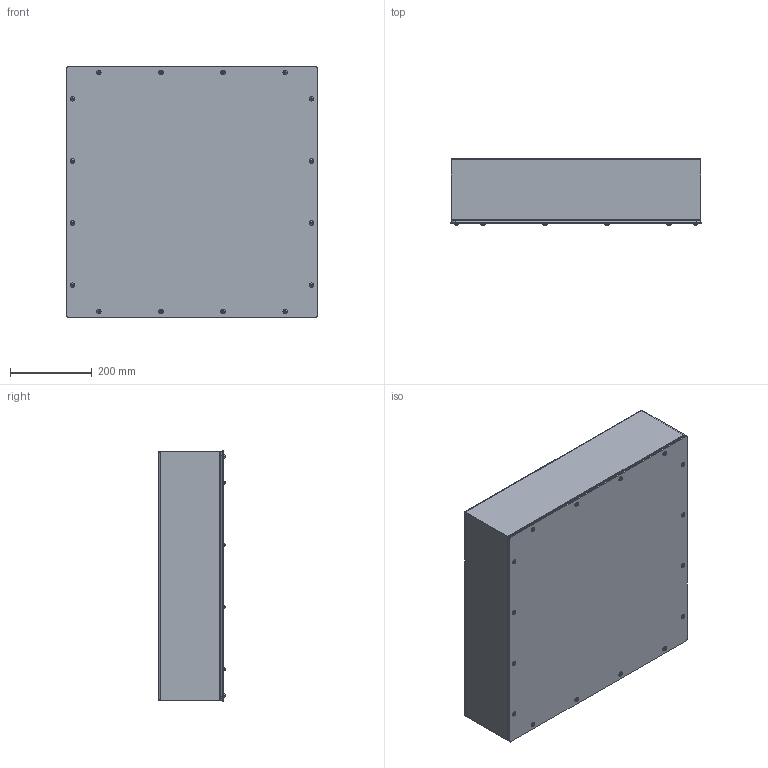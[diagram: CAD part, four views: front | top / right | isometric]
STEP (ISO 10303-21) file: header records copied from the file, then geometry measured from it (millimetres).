
FILE_DESCRIPTION (( 'STEP AP214' ), '1' );
FILE_NAME ('C3SC24246GY.STEP', '2023-06-21T12:10:28', ( '' ), ( '' ), 'SwSTEP 2.0', 'SolidWorks 2021', '' );
FILE_SCHEMA (( 'AUTOMOTIVE_DESIGN' ));
Length unit declared in the file: inch
Products named in the file (1): C3SC24246GY
Bounding box: 614.38 x 162.56 x 614.38 mm (x, y, z)
Volume: 2637942.1 mm3; surface area: 2427319.3 mm2
Topology: 51 solids, 52 shells, 1476 faces, 3809 edges, 2517 vertices
Faces by surface type: plane 920, cylinder 272, cone 184, torus 84, bspline 16
Full cylindrical faces by diameter (mm): 3.759 x16, 4.039 x16, 4.064 x16, 4.826 x16, 6.096 x16, 6.35 x16, 6.985 x16, 9.906 x16, 11.176 x16
Entity records: 49895 total; most frequent: CARTESIAN_POINT 15034, ORIENTED_EDGE 6968, DIRECTION 6758, EDGE_CURVE 3484, AXIS2_PLACEMENT_3D 2483, VERTEX_POINT 2416, EDGE_LOOP 1880, VECTOR 1792
